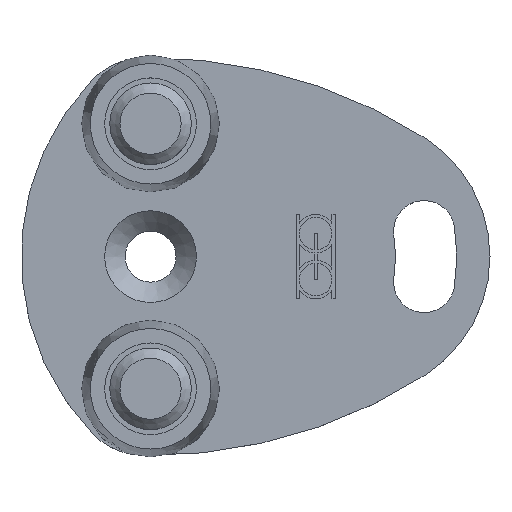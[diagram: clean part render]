
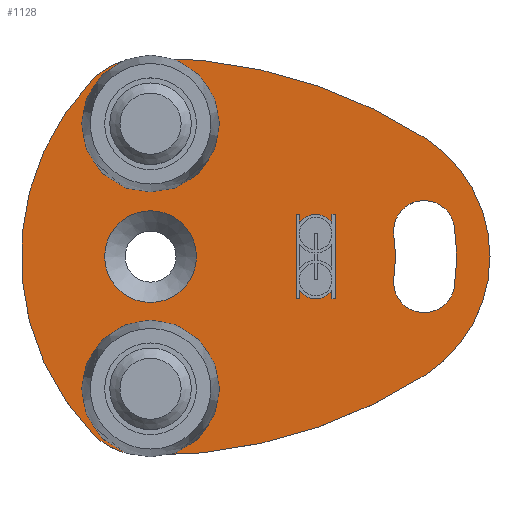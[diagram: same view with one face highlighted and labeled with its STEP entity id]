
A CAD part, top view. The second image highlights one B-rep face of the part: STEP entity #1128.
In plain terms, the highlighted planar face has unit normal (0, 0, 1).
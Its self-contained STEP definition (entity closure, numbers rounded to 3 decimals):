
#75=FACE_BOUND('',#185,.T.);
#76=FACE_BOUND('',#186,.T.);
#77=FACE_BOUND('',#187,.T.);
#78=FACE_BOUND('',#188,.T.);
#79=FACE_BOUND('',#189,.T.);
#118=FACE_OUTER_BOUND('',#184,.T.);
#184=EDGE_LOOP('',(#887,#888,#889,#890,#891,#892));
#185=EDGE_LOOP('',(#893,#894,#895,#896,#897,#898,#899,#900,#901,#902,#903,
#904));
#186=EDGE_LOOP('',(#905,#906,#907,#908));
#187=EDGE_LOOP('',(#909,#910));
#188=EDGE_LOOP('',(#911,#912));
#189=EDGE_LOOP('',(#913));
#243=CIRCLE('',#1275,1.9);
#246=CIRCLE('',#1286,1.9);
#247=CIRCLE('',#1297,50.);
#248=CIRCLE('',#1298,7.);
#249=CIRCLE('',#1299,25.);
#250=CIRCLE('',#1300,7.);
#251=CIRCLE('',#1301,50.);
#252=CIRCLE('',#1302,13.807);
#253=CIRCLE('',#1303,16.5);
#254=CIRCLE('',#1304,3.);
#255=CIRCLE('',#1305,22.5);
#256=CIRCLE('',#1306,3.);
#257=CIRCLE('',#1307,2.5);
#258=CIRCLE('',#1308,2.5);
#259=CIRCLE('',#1309,2.5);
#260=CIRCLE('',#1310,2.5);
#261=CIRCLE('',#1311,4.5);
#339=LINE('',#1864,#426);
#342=LINE('',#1869,#429);
#345=LINE('',#1877,#432);
#347=LINE('',#1881,#434);
#349=LINE('',#1885,#436);
#358=LINE('',#1909,#445);
#360=LINE('',#1913,#447);
#362=LINE('',#1916,#449);
#367=LINE('',#1927,#454);
#369=LINE('',#1930,#456);
#426=VECTOR('',#1475,10.);
#429=VECTOR('',#1480,10.);
#432=VECTOR('',#1489,10.);
#434=VECTOR('',#1493,10.);
#436=VECTOR('',#1497,10.);
#445=VECTOR('',#1524,10.);
#447=VECTOR('',#1528,10.);
#449=VECTOR('',#1532,10.);
#454=VECTOR('',#1545,10.);
#456=VECTOR('',#1549,10.);
#517=VERTEX_POINT('',#1862);
#518=VERTEX_POINT('',#1863);
#519=VERTEX_POINT('',#1868);
#520=VERTEX_POINT('',#1872);
#521=VERTEX_POINT('',#1876);
#522=VERTEX_POINT('',#1880);
#523=VERTEX_POINT('',#1884);
#527=VERTEX_POINT('',#1902);
#528=VERTEX_POINT('',#1903);
#529=VERTEX_POINT('',#1908);
#530=VERTEX_POINT('',#1912);
#532=VERTEX_POINT('',#1926);
#533=VERTEX_POINT('',#1934);
#534=VERTEX_POINT('',#1935);
#535=VERTEX_POINT('',#1937);
#536=VERTEX_POINT('',#1939);
#537=VERTEX_POINT('',#1941);
#538=VERTEX_POINT('',#1943);
#539=VERTEX_POINT('',#1946);
#540=VERTEX_POINT('',#1947);
#541=VERTEX_POINT('',#1949);
#542=VERTEX_POINT('',#1951);
#543=VERTEX_POINT('',#1954);
#544=VERTEX_POINT('',#1955);
#545=VERTEX_POINT('',#1958);
#546=VERTEX_POINT('',#1959);
#547=VERTEX_POINT('',#1962);
#636=EDGE_CURVE('',#517,#518,#339,.T.);
#639=EDGE_CURVE('',#518,#519,#342,.T.);
#641=EDGE_CURVE('',#519,#520,#243,.T.);
#643=EDGE_CURVE('',#520,#521,#345,.T.);
#645=EDGE_CURVE('',#521,#522,#347,.T.);
#647=EDGE_CURVE('',#522,#523,#349,.T.);
#656=EDGE_CURVE('',#527,#528,#246,.T.);
#659=EDGE_CURVE('',#528,#529,#358,.T.);
#661=EDGE_CURVE('',#530,#517,#360,.T.);
#663=EDGE_CURVE('',#529,#530,#362,.T.);
#668=EDGE_CURVE('',#532,#527,#367,.T.);
#670=EDGE_CURVE('',#523,#532,#369,.T.);
#672=EDGE_CURVE('',#533,#534,#247,.T.);
#673=EDGE_CURVE('',#535,#533,#248,.T.);
#674=EDGE_CURVE('',#536,#535,#249,.T.);
#675=EDGE_CURVE('',#537,#536,#250,.T.);
#676=EDGE_CURVE('',#538,#537,#251,.T.);
#677=EDGE_CURVE('',#534,#538,#252,.T.);
#678=EDGE_CURVE('',#539,#540,#253,.T.);
#679=EDGE_CURVE('',#540,#541,#254,.T.);
#680=EDGE_CURVE('',#541,#542,#255,.T.);
#681=EDGE_CURVE('',#542,#539,#256,.T.);
#682=EDGE_CURVE('',#543,#544,#257,.T.);
#683=EDGE_CURVE('',#544,#543,#258,.T.);
#684=EDGE_CURVE('',#545,#546,#259,.T.);
#685=EDGE_CURVE('',#546,#545,#260,.T.);
#686=EDGE_CURVE('',#547,#547,#261,.T.);
#887=ORIENTED_EDGE('',*,*,#672,.F.);
#888=ORIENTED_EDGE('',*,*,#673,.F.);
#889=ORIENTED_EDGE('',*,*,#674,.F.);
#890=ORIENTED_EDGE('',*,*,#675,.F.);
#891=ORIENTED_EDGE('',*,*,#676,.F.);
#892=ORIENTED_EDGE('',*,*,#677,.F.);
#893=ORIENTED_EDGE('',*,*,#656,.T.);
#894=ORIENTED_EDGE('',*,*,#659,.T.);
#895=ORIENTED_EDGE('',*,*,#663,.T.);
#896=ORIENTED_EDGE('',*,*,#661,.T.);
#897=ORIENTED_EDGE('',*,*,#636,.T.);
#898=ORIENTED_EDGE('',*,*,#639,.T.);
#899=ORIENTED_EDGE('',*,*,#641,.T.);
#900=ORIENTED_EDGE('',*,*,#643,.T.);
#901=ORIENTED_EDGE('',*,*,#645,.T.);
#902=ORIENTED_EDGE('',*,*,#647,.T.);
#903=ORIENTED_EDGE('',*,*,#670,.T.);
#904=ORIENTED_EDGE('',*,*,#668,.T.);
#905=ORIENTED_EDGE('',*,*,#678,.T.);
#906=ORIENTED_EDGE('',*,*,#679,.T.);
#907=ORIENTED_EDGE('',*,*,#680,.T.);
#908=ORIENTED_EDGE('',*,*,#681,.T.);
#909=ORIENTED_EDGE('',*,*,#682,.T.);
#910=ORIENTED_EDGE('',*,*,#683,.T.);
#911=ORIENTED_EDGE('',*,*,#684,.T.);
#912=ORIENTED_EDGE('',*,*,#685,.T.);
#913=ORIENTED_EDGE('',*,*,#686,.F.);
#1086=PLANE('',#1296);
#1128=ADVANCED_FACE('',(#118,#75,#76,#77,#78,#79),#1086,.T.);
#1275=AXIS2_PLACEMENT_3D('',#1873,#1484,#1485);
#1286=AXIS2_PLACEMENT_3D('',#1904,#1518,#1519);
#1296=AXIS2_PLACEMENT_3D('',#1933,#1553,#1554);
#1297=AXIS2_PLACEMENT_3D('',#1936,#1555,#1556);
#1298=AXIS2_PLACEMENT_3D('',#1938,#1557,#1558);
#1299=AXIS2_PLACEMENT_3D('',#1940,#1559,#1560);
#1300=AXIS2_PLACEMENT_3D('',#1942,#1561,#1562);
#1301=AXIS2_PLACEMENT_3D('',#1944,#1563,#1564);
#1302=AXIS2_PLACEMENT_3D('',#1945,#1565,#1566);
#1303=AXIS2_PLACEMENT_3D('',#1948,#1567,#1568);
#1304=AXIS2_PLACEMENT_3D('',#1950,#1569,#1570);
#1305=AXIS2_PLACEMENT_3D('',#1952,#1571,#1572);
#1306=AXIS2_PLACEMENT_3D('',#1953,#1573,#1574);
#1307=AXIS2_PLACEMENT_3D('',#1956,#1575,#1576);
#1308=AXIS2_PLACEMENT_3D('',#1957,#1577,#1578);
#1309=AXIS2_PLACEMENT_3D('',#1960,#1579,#1580);
#1310=AXIS2_PLACEMENT_3D('',#1961,#1581,#1582);
#1311=AXIS2_PLACEMENT_3D('',#1963,#1583,#1584);
#1475=DIRECTION('',(-1.,0.,0.));
#1480=DIRECTION('',(0.,1.,0.));
#1484=DIRECTION('center_axis',(0.,0.,-1.));
#1485=DIRECTION('ref_axis',(-1.,0.,0.));
#1489=DIRECTION('',(0.,-1.,0.));
#1493=DIRECTION('',(-1.,0.,0.));
#1497=DIRECTION('',(0.,1.,0.));
#1518=DIRECTION('center_axis',(0.,0.,-1.));
#1519=DIRECTION('ref_axis',(-1.,0.,0.));
#1524=DIRECTION('',(0.,1.,0.));
#1528=DIRECTION('',(0.,-1.,0.));
#1532=DIRECTION('',(1.,0.,0.));
#1545=DIRECTION('',(0.,-1.,0.));
#1549=DIRECTION('',(1.,0.,0.));
#1553=DIRECTION('center_axis',(0.,0.,1.));
#1554=DIRECTION('ref_axis',(1.,0.,0.));
#1555=DIRECTION('center_axis',(0.,0.,-1.));
#1556=DIRECTION('ref_axis',(0.539,0.843,0.));
#1557=DIRECTION('center_axis',(0.,0.,-1.));
#1558=DIRECTION('ref_axis',(-0.015,1.,0.));
#1559=DIRECTION('center_axis',(0.,0.,-1.));
#1560=DIRECTION('ref_axis',(-0.72,0.694,0.));
#1561=DIRECTION('center_axis',(0.,0.,-1.));
#1562=DIRECTION('ref_axis',(-0.72,-0.694,0.));
#1563=DIRECTION('center_axis',(0.,0.,-1.));
#1564=DIRECTION('ref_axis',(-0.015,-1.,0.));
#1565=DIRECTION('center_axis',(0.,0.,-1.));
#1566=DIRECTION('ref_axis',(0.539,-0.843,0.));
#1567=DIRECTION('center_axis',(0.,0.,1.));
#1568=DIRECTION('ref_axis',(-0.992,0.128,0.));
#1569=DIRECTION('center_axis',(0.,0.,-1.));
#1570=DIRECTION('ref_axis',(0.992,0.128,0.));
#1571=DIRECTION('center_axis',(0.,0.,-1.));
#1572=DIRECTION('ref_axis',(0.992,-0.128,0.));
#1573=DIRECTION('center_axis',(0.,0.,-1.));
#1574=DIRECTION('ref_axis',(-0.992,0.128,0.));
#1575=DIRECTION('center_axis',(0.,0.,-1.));
#1576=DIRECTION('ref_axis',(1.,0.,0.));
#1577=DIRECTION('center_axis',(0.,0.,-1.));
#1578=DIRECTION('ref_axis',(1.,0.,0.));
#1579=DIRECTION('center_axis',(0.,0.,-1.));
#1580=DIRECTION('ref_axis',(1.,0.,0.));
#1581=DIRECTION('center_axis',(0.,0.,-1.));
#1582=DIRECTION('ref_axis',(1.,0.,0.));
#1583=DIRECTION('center_axis',(0.,0.,1.));
#1584=DIRECTION('ref_axis',(-1.,0.,0.));
#1862=CARTESIAN_POINT('',(18.1,-4.15,2.));
#1863=CARTESIAN_POINT('',(17.8,-4.15,2.));
#1864=CARTESIAN_POINT('',(13.546,-4.15,2.));
#1868=CARTESIAN_POINT('',(17.8,-3.275,2.));
#1869=CARTESIAN_POINT('',(17.8,-2.075,2.));
#1872=CARTESIAN_POINT('',(14.6,-3.275,2.));
#1873=CARTESIAN_POINT('Origin',(16.2,-2.25,2.));
#1876=CARTESIAN_POINT('',(14.6,-4.15,2.));
#1877=CARTESIAN_POINT('',(14.6,2.075,2.));
#1880=CARTESIAN_POINT('',(14.3,-4.15,2.));
#1881=CARTESIAN_POINT('',(11.796,-4.15,2.));
#1884=CARTESIAN_POINT('',(14.3,4.15,2.));
#1885=CARTESIAN_POINT('',(14.3,-2.075,2.));
#1902=CARTESIAN_POINT('',(14.6,3.275,2.));
#1903=CARTESIAN_POINT('',(17.8,3.275,2.));
#1904=CARTESIAN_POINT('Origin',(16.2,2.25,2.));
#1908=CARTESIAN_POINT('',(17.8,4.15,2.));
#1909=CARTESIAN_POINT('',(17.8,-2.075,2.));
#1912=CARTESIAN_POINT('',(18.1,4.15,2.));
#1913=CARTESIAN_POINT('',(18.1,2.075,2.));
#1916=CARTESIAN_POINT('',(13.396,4.15,2.));
#1926=CARTESIAN_POINT('',(14.6,4.15,2.));
#1927=CARTESIAN_POINT('',(14.6,2.075,2.));
#1930=CARTESIAN_POINT('',(11.646,4.15,2.));
#1933=CARTESIAN_POINT('Origin',(8.992,0.,2.));
#1934=CARTESIAN_POINT('',(-0.758,19.499,2.));
#1935=CARTESIAN_POINT('',(26.929,11.634,2.));
#1936=CARTESIAN_POINT('Origin',(0.,-30.495,2.));
#1937=CARTESIAN_POINT('',(-5.689,17.361,2.));
#1938=CARTESIAN_POINT('Origin',(-0.652,12.5,2.));
#1939=CARTESIAN_POINT('',(-5.689,-17.361,2.));
#1940=CARTESIAN_POINT('Origin',(12.3,0.,2.));
#1941=CARTESIAN_POINT('',(-0.758,-19.499,2.));
#1942=CARTESIAN_POINT('Origin',(-0.652,-12.5,2.));
#1943=CARTESIAN_POINT('',(26.929,-11.634,2.));
#1944=CARTESIAN_POINT('Origin',(0.,30.495,2.));
#1945=CARTESIAN_POINT('Origin',(19.493,0.,2.));
#1946=CARTESIAN_POINT('',(23.864,-2.115,2.));
#1947=CARTESIAN_POINT('',(23.864,2.115,2.));
#1948=CARTESIAN_POINT('Origin',(7.5,0.,2.));
#1949=CARTESIAN_POINT('',(29.814,2.885,2.));
#1950=CARTESIAN_POINT('Origin',(26.839,2.5,2.));
#1951=CARTESIAN_POINT('',(29.814,-2.885,2.));
#1952=CARTESIAN_POINT('Origin',(7.5,0.,2.));
#1953=CARTESIAN_POINT('Origin',(26.839,-2.5,2.));
#1954=CARTESIAN_POINT('',(2.5,13.,2.));
#1955=CARTESIAN_POINT('',(-2.5,13.,2.));
#1956=CARTESIAN_POINT('Origin',(0.,13.,2.));
#1957=CARTESIAN_POINT('Origin',(0.,13.,2.));
#1958=CARTESIAN_POINT('',(2.5,-13.,2.));
#1959=CARTESIAN_POINT('',(-2.5,-13.,2.));
#1960=CARTESIAN_POINT('Origin',(0.,-13.,2.));
#1961=CARTESIAN_POINT('Origin',(0.,-13.,2.));
#1962=CARTESIAN_POINT('',(4.5,0.,2.));
#1963=CARTESIAN_POINT('Origin',(0.,0.,2.));
